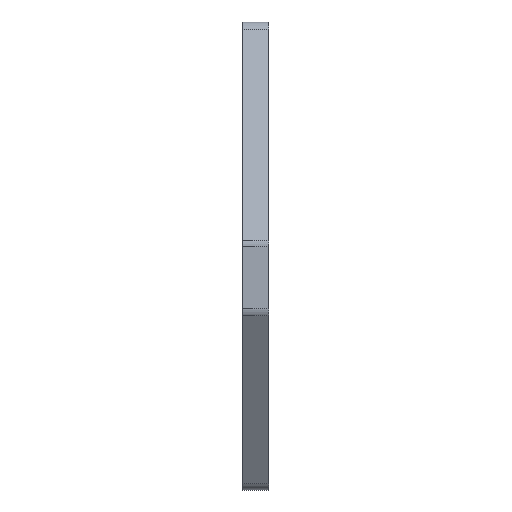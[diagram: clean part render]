
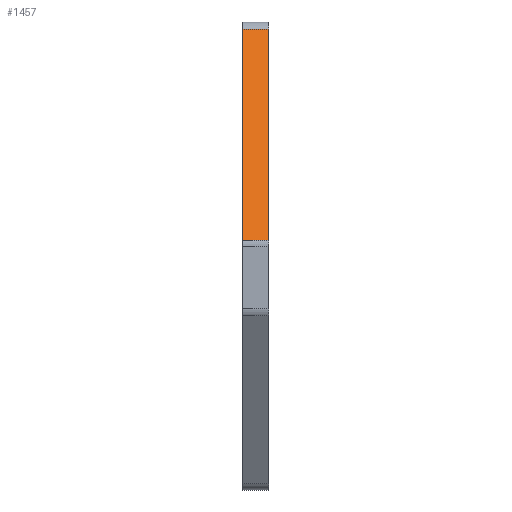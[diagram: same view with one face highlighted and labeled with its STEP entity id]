
A CAD part, left-side view. The second image highlights one B-rep face of the part: STEP entity #1457.
In plain terms, the highlighted planar face has unit normal (-0.891, 0, 0.454).
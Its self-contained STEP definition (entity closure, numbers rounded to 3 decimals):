
#27 = CARTESIAN_POINT ( 'NONE',  ( -37., 3., 4. ) ) ;
#64 = CARTESIAN_POINT ( 'NONE',  ( -36.836, 3., 4.321 ) ) ;
#136 = EDGE_CURVE ( 'NONE', #1393, #384, #252, .T. ) ;
#252 = LINE ( 'NONE', #1251, #269 ) ;
#269 = VECTOR ( 'NONE', #1264, 1000. ) ;
#348 = CARTESIAN_POINT ( 'NONE',  ( -24.417, 3., 28.681 ) ) ;
#368 = DIRECTION ( 'NONE',  ( -0.454, 0., -0.891 ) ) ;
#384 = VERTEX_POINT ( 'NONE', #2012 ) ;
#543 = DIRECTION ( 'NONE',  ( 0.454, 0., 0.891 ) ) ;
#573 = DIRECTION ( 'NONE',  ( 0.891, 0., -0.454 ) ) ;
#716 = VECTOR ( 'NONE', #762, 1000. ) ;
#730 = EDGE_CURVE ( 'NONE', #1047, #1856, #2162, .T. ) ;
#762 = DIRECTION ( 'NONE',  ( 0.454, 0., 0.891 ) ) ;
#818 = EDGE_LOOP ( 'NONE', ( #1037, #1918, #839, #994 ) ) ;
#839 = ORIENTED_EDGE ( 'NONE', *, *, #136, .F. ) ;
#917 = FACE_OUTER_BOUND ( 'NONE', #818, .T. ) ;
#994 = ORIENTED_EDGE ( 'NONE', *, *, #2136, .F. ) ;
#1010 = AXIS2_PLACEMENT_3D ( 'NONE', #1741, #573, #368 ) ;
#1037 = ORIENTED_EDGE ( 'NONE', *, *, #730, .F. ) ;
#1038 = EDGE_CURVE ( 'NONE', #1047, #384, #2139, .T. ) ;
#1041 = VECTOR ( 'NONE', #1986, 1000. ) ;
#1047 = VERTEX_POINT ( 'NONE', #1110 ) ;
#1110 = CARTESIAN_POINT ( 'NONE',  ( -36.836, 0., 4.321 ) ) ;
#1251 = CARTESIAN_POINT ( 'NONE',  ( -24.417, 3., 28.681 ) ) ;
#1264 = DIRECTION ( 'NONE',  ( 0., -1., 0. ) ) ;
#1393 = VERTEX_POINT ( 'NONE', #348 ) ;
#1457 = ADVANCED_FACE ( 'NONE', ( #917 ), #1571, .F. ) ;
#1571 = PLANE ( 'NONE',  #1010 ) ;
#1715 = LINE ( 'NONE', #27, #1873 ) ;
#1741 = CARTESIAN_POINT ( 'NONE',  ( -37., 3., 4. ) ) ;
#1856 = VERTEX_POINT ( 'NONE', #64 ) ;
#1873 = VECTOR ( 'NONE', #543, 1000. ) ;
#1918 = ORIENTED_EDGE ( 'NONE', *, *, #1038, .T. ) ;
#1971 = CARTESIAN_POINT ( 'NONE',  ( -36.836, 0., 4.321 ) ) ;
#1986 = DIRECTION ( 'NONE',  ( 0., 1., 0. ) ) ;
#1997 = CARTESIAN_POINT ( 'NONE',  ( -36.836, 3., 4.321 ) ) ;
#2012 = CARTESIAN_POINT ( 'NONE',  ( -24.417, 0., 28.681 ) ) ;
#2136 = EDGE_CURVE ( 'NONE', #1856, #1393, #1715, .T. ) ;
#2139 = LINE ( 'NONE', #1971, #716 ) ;
#2162 = LINE ( 'NONE', #1997, #1041 ) ;
